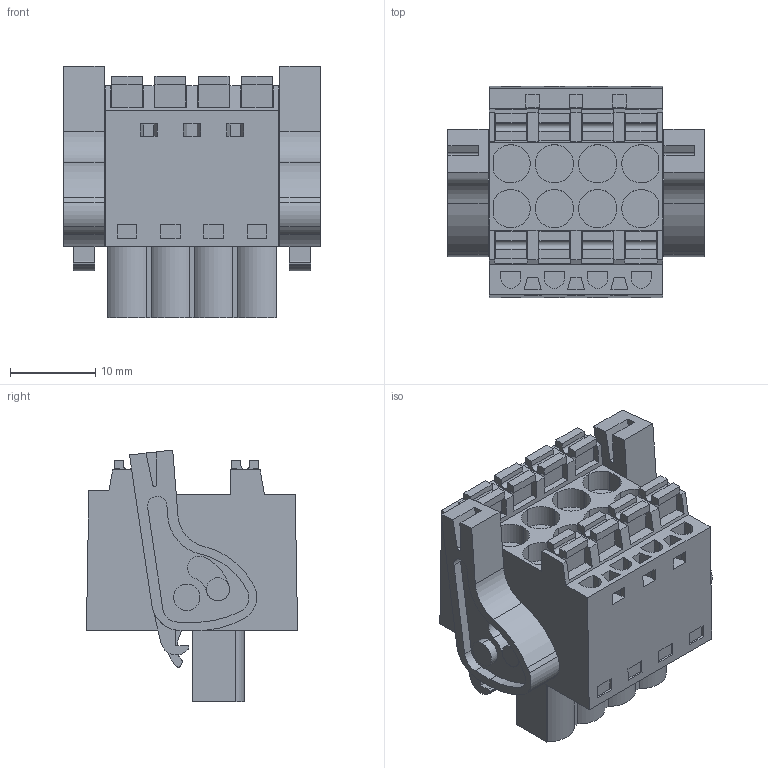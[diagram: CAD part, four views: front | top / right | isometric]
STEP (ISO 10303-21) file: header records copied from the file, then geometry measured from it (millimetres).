
FILE_DESCRIPTION(('CATIA V5 STEP Exchange','CAx-IF Rec.Pracs.--- Model Styling and Organization---1.2---2011-12-15'),'2;1');
FILE_NAME ('D1446232_0_1001030000_1001030000.stp','2017-09-09T12:34:08+00:00',('none'),('Weidmueller'),'CATIA Version 5-6 Release 2014','CATIA V5 STEP AP214','none');
FILE_SCHEMA(('AUTOMOTIVE_DESIGN { 1 0 10303 214 1 1 1 1 }'));
Length unit declared in the file: millimetre
Products named in the file (1): 1001030000
Bounding box: 30.02 x 24.75 x 29.52 mm (x, y, z)
Volume: 9731 mm3; surface area: 6179.2 mm2
Topology: 11 solids, 11 shells, 561 faces, 1540 edges, 1044 vertices
Faces by surface type: plane 433, cylinder 118, extrusion 10
Entity records: 16491 total; most frequent: CARTESIAN_POINT 3106, ORIENTED_EDGE 3080, DIRECTION 2143, EDGE_CURVE 1540, VECTOR 1277, LINE 1267, VERTEX_POINT 1044, EDGE_LOOP 624
